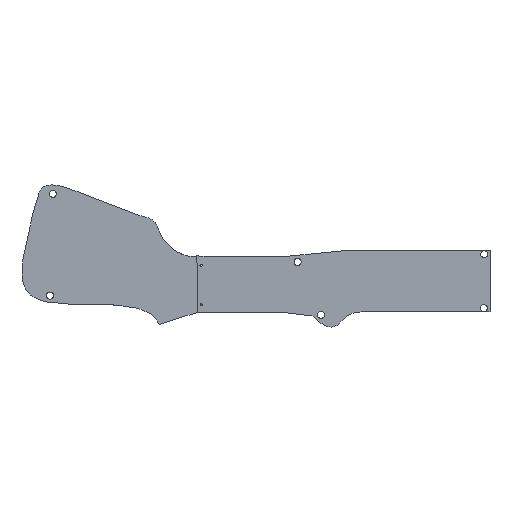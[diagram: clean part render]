
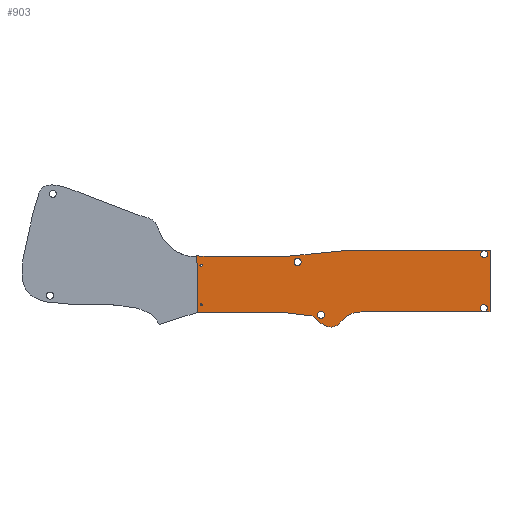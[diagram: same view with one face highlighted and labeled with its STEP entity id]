
A CAD part, top view. The second image highlights one B-rep face of the part: STEP entity #903.
In plain terms, the highlighted planar face has unit normal (0, 0, 1).
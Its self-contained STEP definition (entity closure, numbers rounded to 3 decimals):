
#29=FACE_BOUND('',#157,.T.);
#30=FACE_BOUND('',#158,.T.);
#31=FACE_BOUND('',#159,.T.);
#32=FACE_BOUND('',#160,.T.);
#33=FACE_BOUND('',#161,.T.);
#60=PLANE('',#982);
#105=FACE_OUTER_BOUND('',#156,.T.);
#156=EDGE_LOOP('',(#831,#832,#833,#834,#835,#836,#837,#838,#839,#840,#841,
#842,#843));
#157=EDGE_LOOP('',(#844));
#158=EDGE_LOOP('',(#845));
#159=EDGE_LOOP('',(#846));
#160=EDGE_LOOP('',(#847));
#161=EDGE_LOOP('',(#848));
#165=LINE('',#1223,#248);
#182=LINE('',#1309,#265);
#183=LINE('',#1312,#266);
#187=LINE('',#1318,#270);
#231=LINE('',#2201,#314);
#234=LINE('',#2297,#317);
#236=LINE('',#2301,#319);
#238=LINE('',#2305,#321);
#240=LINE('',#2309,#323);
#242=LINE('',#2313,#325);
#244=LINE('',#2316,#327);
#248=VECTOR('',#1000,10.);
#265=VECTOR('',#1033,10.);
#266=VECTOR('',#1036,10.);
#270=VECTOR('',#1042,10.);
#314=VECTOR('',#1170,10.);
#317=VECTOR('',#1175,10.);
#319=VECTOR('',#1179,10.);
#321=VECTOR('',#1183,10.);
#323=VECTOR('',#1187,10.);
#325=VECTOR('',#1191,10.);
#327=VECTOR('',#1195,10.);
#329=CIRCLE('',#920,1.2);
#336=CIRCLE('',#930,1.2);
#337=CIRCLE('',#937,1.2);
#339=CIRCLE('',#940,0.368);
#350=CIRCLE('',#956,0.368);
#351=CIRCLE('',#961,1.2);
#374=(
BOUNDED_CURVE()
B_SPLINE_CURVE(5,(#2264,#2265,#2266,#2267,#2268,#2269,#2270,#2271,#2272,
#2273,#2274,#2275,#2276,#2277,#2278,#2279,#2280,#2281,#2282,#2283,#2284,
#2285,#2286,#2287,#2288,#2289,#2290,#2291,#2292,#2293),.UNSPECIFIED.,.F.,
 .F.)
B_SPLINE_CURVE_WITH_KNOTS((6,1,1,1,1,1,1,1,1,1,1,1,1,1,1,1,1,1,1,1,1,1,
1,1,1,6),(0.,0.04,0.08,0.12,0.16,0.2,0.24,0.28,0.32,0.36,0.4,0.44,0.48,
0.52,0.56,0.6,0.64,0.68,0.72,0.76,0.8,0.84,0.88,0.92,0.96,1.),
 .UNSPECIFIED.)
CURVE()
GEOMETRIC_REPRESENTATION_ITEM()
RATIONAL_B_SPLINE_CURVE((1.,1.,1.,1.,1.,1.,1.,1.,1.,1.,1.,1.,1.,1.,1.,1.,
1.,1.,1.,1.,1.,1.,1.,1.,1.,1.,1.,1.,1.,1.))
REPRESENTATION_ITEM('')
);
#378=VERTEX_POINT('',#1207);
#382=VERTEX_POINT('',#1220);
#383=VERTEX_POINT('',#1222);
#401=VERTEX_POINT('',#1291);
#404=VERTEX_POINT('',#1301);
#405=VERTEX_POINT('',#1307);
#406=VERTEX_POINT('',#1311);
#408=VERTEX_POINT('',#1323);
#410=VERTEX_POINT('',#1329);
#433=VERTEX_POINT('',#1574);
#438=VERTEX_POINT('',#1592);
#452=VERTEX_POINT('',#2200);
#453=VERTEX_POINT('',#2263);
#454=VERTEX_POINT('',#2296);
#455=VERTEX_POINT('',#2300);
#456=VERTEX_POINT('',#2304);
#457=VERTEX_POINT('',#2308);
#458=VERTEX_POINT('',#2312);
#462=EDGE_CURVE('',#378,#378,#329,.T.);
#468=EDGE_CURVE('',#382,#383,#165,.T.);
#492=EDGE_CURVE('',#404,#401,#336,.T.);
#494=EDGE_CURVE('',#404,#405,#182,.T.);
#495=EDGE_CURVE('',#406,#401,#183,.T.);
#499=EDGE_CURVE('',#382,#406,#187,.T.);
#502=EDGE_CURVE('',#408,#408,#337,.T.);
#505=EDGE_CURVE('',#410,#410,#339,.T.);
#534=EDGE_CURVE('',#433,#433,#350,.T.);
#543=EDGE_CURVE('',#438,#438,#351,.T.);
#574=EDGE_CURVE('',#452,#383,#231,.T.);
#576=EDGE_CURVE('',#453,#452,#374,.T.);
#578=EDGE_CURVE('',#454,#453,#234,.T.);
#580=EDGE_CURVE('',#455,#454,#236,.T.);
#582=EDGE_CURVE('',#456,#455,#238,.T.);
#584=EDGE_CURVE('',#457,#456,#240,.T.);
#586=EDGE_CURVE('',#458,#457,#242,.T.);
#588=EDGE_CURVE('',#405,#458,#244,.T.);
#831=ORIENTED_EDGE('',*,*,#492,.F.);
#832=ORIENTED_EDGE('',*,*,#494,.T.);
#833=ORIENTED_EDGE('',*,*,#588,.T.);
#834=ORIENTED_EDGE('',*,*,#586,.T.);
#835=ORIENTED_EDGE('',*,*,#584,.T.);
#836=ORIENTED_EDGE('',*,*,#582,.T.);
#837=ORIENTED_EDGE('',*,*,#580,.T.);
#838=ORIENTED_EDGE('',*,*,#578,.T.);
#839=ORIENTED_EDGE('',*,*,#576,.T.);
#840=ORIENTED_EDGE('',*,*,#574,.T.);
#841=ORIENTED_EDGE('',*,*,#468,.F.);
#842=ORIENTED_EDGE('',*,*,#499,.T.);
#843=ORIENTED_EDGE('',*,*,#495,.T.);
#844=ORIENTED_EDGE('',*,*,#462,.F.);
#845=ORIENTED_EDGE('',*,*,#502,.F.);
#846=ORIENTED_EDGE('',*,*,#505,.F.);
#847=ORIENTED_EDGE('',*,*,#534,.F.);
#848=ORIENTED_EDGE('',*,*,#543,.F.);
#903=ADVANCED_FACE('',(#105,#29,#30,#31,#32,#33),#60,.T.);
#920=AXIS2_PLACEMENT_3D('',#1209,#990,#991);
#930=AXIS2_PLACEMENT_3D('',#1305,#1028,#1029);
#937=AXIS2_PLACEMENT_3D('',#1325,#1051,#1052);
#940=AXIS2_PLACEMENT_3D('',#1331,#1058,#1059);
#956=AXIS2_PLACEMENT_3D('',#1576,#1099,#1100);
#961=AXIS2_PLACEMENT_3D('',#1594,#1117,#1118);
#982=AXIS2_PLACEMENT_3D('',#2317,#1196,#1197);
#990=DIRECTION('center_axis',(0.,0.,1.));
#991=DIRECTION('ref_axis',(1.,0.,0.));
#1000=DIRECTION('',(-1.,0.002,0.));
#1028=DIRECTION('center_axis',(0.,0.,1.));
#1029=DIRECTION('ref_axis',(1.,0.,0.));
#1033=DIRECTION('',(-1.,0.,0.));
#1036=DIRECTION('',(-1.,0.,0.));
#1042=DIRECTION('',(0.,1.,0.));
#1051=DIRECTION('center_axis',(0.,0.,1.));
#1052=DIRECTION('ref_axis',(1.,0.,0.));
#1058=DIRECTION('center_axis',(0.,0.,1.));
#1059=DIRECTION('ref_axis',(1.,0.,0.));
#1099=DIRECTION('center_axis',(0.,0.,1.));
#1100=DIRECTION('ref_axis',(1.,0.,0.));
#1117=DIRECTION('center_axis',(0.,0.,1.));
#1118=DIRECTION('ref_axis',(1.,0.,0.));
#1170=DIRECTION('',(1.,0.005,0.));
#1175=DIRECTION('',(0.992,-0.122,0.));
#1179=DIRECTION('',(1.,0.,0.));
#1183=DIRECTION('',(0.,-1.,0.));
#1187=DIRECTION('',(0.01,-1.,0.));
#1191=DIRECTION('',(-1.,0.007,0.));
#1195=DIRECTION('',(-0.995,-0.098,0.));
#1196=DIRECTION('center_axis',(0.,0.,1.));
#1197=DIRECTION('ref_axis',(1.,0.,0.));
#1207=CARTESIAN_POINT('',(29.972,-8.531,-7.5));
#1209=CARTESIAN_POINT('Origin',(31.172,-8.531,-7.5));
#1220=CARTESIAN_POINT('',(33.3,-9.8,-7.5));
#1222=CARTESIAN_POINT('',(1.5,-9.75,-7.5));
#1223=CARTESIAN_POINT('',(33.3,-9.8,-7.5));
#1291=CARTESIAN_POINT('',(31.387,11.,-7.5));
#1301=CARTESIAN_POINT('',(31.293,11.,-7.5));
#1305=CARTESIAN_POINT('Origin',(31.34,9.801,-7.5));
#1307=CARTESIAN_POINT('',(-16.6,11.,-7.5));
#1309=CARTESIAN_POINT('',(33.3,11.,-7.5));
#1311=CARTESIAN_POINT('',(33.3,11.,-7.5));
#1312=CARTESIAN_POINT('',(33.3,11.,-7.5));
#1318=CARTESIAN_POINT('',(33.3,-9.8,-7.5));
#1323=CARTESIAN_POINT('',(-25.506,-10.836,-7.5));
#1325=CARTESIAN_POINT('Origin',(-24.306,-10.836,-7.5));
#1329=CARTESIAN_POINT('',(-65.502,-7.445,-7.5));
#1331=CARTESIAN_POINT('Origin',(-65.134,-7.445,-7.5));
#1574=CARTESIAN_POINT('',(-65.533,5.993,-7.5));
#1576=CARTESIAN_POINT('Origin',(-65.165,5.993,-7.5));
#1592=CARTESIAN_POINT('',(-33.483,7.182,-7.5));
#1594=CARTESIAN_POINT('Origin',(-32.283,7.182,-7.5));
#2200=CARTESIAN_POINT('',(-8.5,-9.8,-7.5));
#2201=CARTESIAN_POINT('',(-8.5,-9.8,-7.5));
#2263=CARTESIAN_POINT('',(-27.367,-11.214,-7.5));
#2264=CARTESIAN_POINT('Ctrl Pts',(-27.367,-11.214,-7.5));
#2265=CARTESIAN_POINT('Ctrl Pts',(-27.292,-11.292,-7.5));
#2266=CARTESIAN_POINT('Ctrl Pts',(-27.135,-11.452,-7.5));
#2267=CARTESIAN_POINT('Ctrl Pts',(-26.874,-11.704,-7.5));
#2268=CARTESIAN_POINT('Ctrl Pts',(-26.475,-12.064,-7.5));
#2269=CARTESIAN_POINT('Ctrl Pts',(-25.893,-12.552,-7.5));
#2270=CARTESIAN_POINT('Ctrl Pts',(-25.231,-13.069,-7.5));
#2271=CARTESIAN_POINT('Ctrl Pts',(-24.497,-13.595,-7.5));
#2272=CARTESIAN_POINT('Ctrl Pts',(-23.704,-14.099,-7.5));
#2273=CARTESIAN_POINT('Ctrl Pts',(-22.873,-14.535,-7.5));
#2274=CARTESIAN_POINT('Ctrl Pts',(-22.026,-14.859,-7.5));
#2275=CARTESIAN_POINT('Ctrl Pts',(-21.186,-15.029,-7.5));
#2276=CARTESIAN_POINT('Ctrl Pts',(-20.375,-15.02,-7.5));
#2277=CARTESIAN_POINT('Ctrl Pts',(-19.609,-14.829,-7.5));
#2278=CARTESIAN_POINT('Ctrl Pts',(-18.898,-14.479,-7.5));
#2279=CARTESIAN_POINT('Ctrl Pts',(-18.246,-14.008,-7.5));
#2280=CARTESIAN_POINT('Ctrl Pts',(-17.648,-13.463,-7.5));
#2281=CARTESIAN_POINT('Ctrl Pts',(-17.093,-12.888,-7.5));
#2282=CARTESIAN_POINT('Ctrl Pts',(-16.557,-12.318,-7.5));
#2283=CARTESIAN_POINT('Ctrl Pts',(-16.014,-11.78,-7.5));
#2284=CARTESIAN_POINT('Ctrl Pts',(-15.433,-11.29,-7.5));
#2285=CARTESIAN_POINT('Ctrl Pts',(-14.783,-10.86,-7.5));
#2286=CARTESIAN_POINT('Ctrl Pts',(-14.039,-10.497,-7.5));
#2287=CARTESIAN_POINT('Ctrl Pts',(-13.185,-10.206,-7.5));
#2288=CARTESIAN_POINT('Ctrl Pts',(-12.211,-9.988,-7.5));
#2289=CARTESIAN_POINT('Ctrl Pts',(-11.112,-9.844,-7.5));
#2290=CARTESIAN_POINT('Ctrl Pts',(-10.131,-9.79,-7.5));
#2291=CARTESIAN_POINT('Ctrl Pts',(-9.337,-9.782,-7.5));
#2292=CARTESIAN_POINT('Ctrl Pts',(-8.783,-9.791,-7.5));
#2293=CARTESIAN_POINT('Ctrl Pts',(-8.5,-9.8,-7.5));
#2296=CARTESIAN_POINT('',(-36.4,-10.1,-7.5));
#2297=CARTESIAN_POINT('',(-36.4,-10.1,-7.5));
#2300=CARTESIAN_POINT('',(-66.4,-10.1,-7.5));
#2301=CARTESIAN_POINT('',(-66.4,-10.1,-7.5));
#2304=CARTESIAN_POINT('',(-66.4,-7.24,-7.5));
#2305=CARTESIAN_POINT('',(-66.4,-7.24,-7.5));
#2308=CARTESIAN_POINT('',(-66.569,9.221,-7.5));
#2309=CARTESIAN_POINT('',(-66.569,9.221,-7.5));
#2312=CARTESIAN_POINT('',(-37.,9.,-7.5));
#2313=CARTESIAN_POINT('',(-37.,9.,-7.5));
#2316=CARTESIAN_POINT('',(-16.6,11.,-7.5));
#2317=CARTESIAN_POINT('Origin',(-16.635,-2.015,-7.5));
